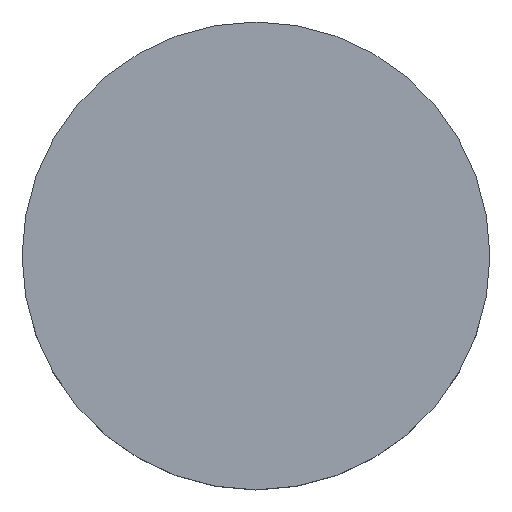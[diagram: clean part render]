
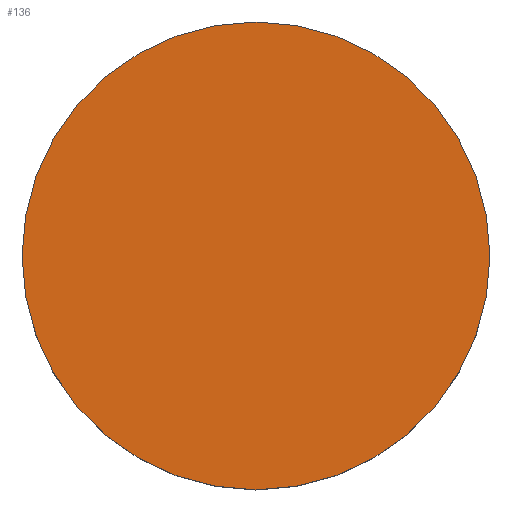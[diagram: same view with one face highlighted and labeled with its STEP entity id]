
A CAD part, top view. The second image highlights one B-rep face of the part: STEP entity #136.
In plain terms, the highlighted planar face has unit normal (0, 0, 1).
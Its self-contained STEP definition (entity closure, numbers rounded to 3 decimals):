
#12 = AXIS2_PLACEMENT_3D ( 'NONE', #72, #157, #71 ) ;
#15 = FACE_OUTER_BOUND ( 'NONE', #155, .T. ) ;
#18 = PLANE ( 'NONE',  #174 ) ;
#45 = CARTESIAN_POINT ( 'NONE',  ( -6.35, 0., 2.9 ) ) ;
#51 = CARTESIAN_POINT ( 'NONE',  ( 0., 0., 2.9 ) ) ;
#54 = DIRECTION ( 'NONE',  ( 0., 0., 1. ) ) ;
#68 = EDGE_CURVE ( 'NONE', #235, #221, #190, .T. ) ;
#69 = CIRCLE ( 'NONE', #12, 6.35 ) ;
#71 = DIRECTION ( 'NONE',  ( 1., 0., 0. ) ) ;
#72 = CARTESIAN_POINT ( 'NONE',  ( 0., 0., 2.9 ) ) ;
#82 = DIRECTION ( 'NONE',  ( 1., 0., 0. ) ) ;
#85 = ORIENTED_EDGE ( 'NONE', *, *, #133, .F. ) ;
#100 = ORIENTED_EDGE ( 'NONE', *, *, #68, .F. ) ;
#124 = AXIS2_PLACEMENT_3D ( 'NONE', #51, #137, #82 ) ;
#133 = EDGE_CURVE ( 'NONE', #221, #235, #69, .T. ) ;
#136 = ADVANCED_FACE ( 'NONE', ( #15 ), #18, .T. ) ;
#137 = DIRECTION ( 'NONE',  ( 0., 0., -1. ) ) ;
#155 = EDGE_LOOP ( 'NONE', ( #85, #100 ) ) ;
#157 = DIRECTION ( 'NONE',  ( 0., 0., -1. ) ) ;
#168 = CARTESIAN_POINT ( 'NONE',  ( 6.35, 0., 2.9 ) ) ;
#174 = AXIS2_PLACEMENT_3D ( 'NONE', #214, #54, #193 ) ;
#190 = CIRCLE ( 'NONE', #124, 6.35 ) ;
#193 = DIRECTION ( 'NONE',  ( 1., 0., 0. ) ) ;
#214 = CARTESIAN_POINT ( 'NONE',  ( 0., 13.158, 2.9 ) ) ;
#221 = VERTEX_POINT ( 'NONE', #168 ) ;
#235 = VERTEX_POINT ( 'NONE', #45 ) ;
